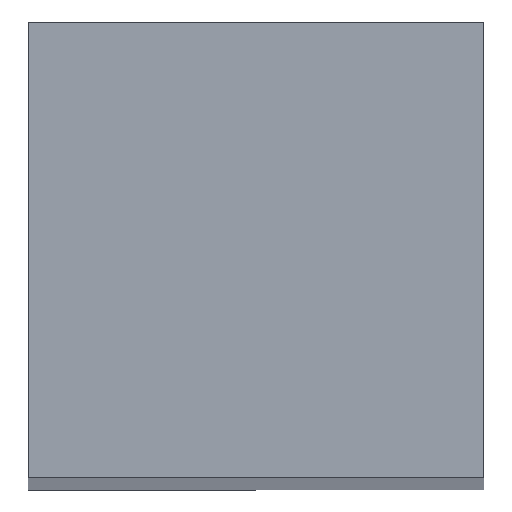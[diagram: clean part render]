
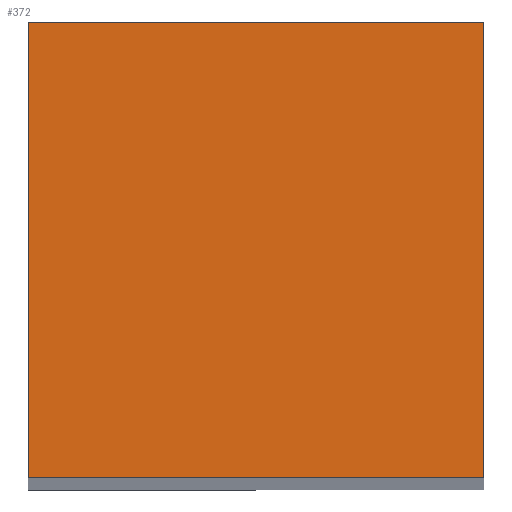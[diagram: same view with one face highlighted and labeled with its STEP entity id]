
A CAD part, top view. The second image highlights one B-rep face of the part: STEP entity #372.
In plain terms, the highlighted planar face has unit normal (0, 0, 1).
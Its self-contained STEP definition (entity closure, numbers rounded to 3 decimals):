
#4 = VECTOR ( 'NONE', #154, 1000. ) ;
#8 = CARTESIAN_POINT ( 'NONE',  ( -22., 22., 680. ) ) ;
#29 = DIRECTION ( 'NONE',  ( 0., 0., -1. ) ) ;
#49 = ORIENTED_EDGE ( 'NONE', *, *, #69, .T. ) ;
#64 = VERTEX_POINT ( 'NONE', #396 ) ;
#69 = EDGE_CURVE ( 'NONE', #235, #64, #181, .T. ) ;
#84 = EDGE_CURVE ( 'NONE', #203, #235, #287, .T. ) ;
#97 = CARTESIAN_POINT ( 'NONE',  ( 22., 22., 680. ) ) ;
#116 = EDGE_CURVE ( 'NONE', #226, #203, #166, .T. ) ;
#121 = CARTESIAN_POINT ( 'NONE',  ( 0., 0., 680. ) ) ;
#131 = AXIS2_PLACEMENT_3D ( 'NONE', #121, #29, #152 ) ;
#132 = DIRECTION ( 'NONE',  ( 0., -1., 0. ) ) ;
#133 = CARTESIAN_POINT ( 'NONE',  ( 22., 22., 680. ) ) ;
#142 = EDGE_LOOP ( 'NONE', ( #49, #200, #179, #252 ) ) ;
#152 = DIRECTION ( 'NONE',  ( -1., 0., 0. ) ) ;
#154 = DIRECTION ( 'NONE',  ( 1., 0., 0. ) ) ;
#156 = FACE_OUTER_BOUND ( 'NONE', #142, .T. ) ;
#166 = LINE ( 'NONE', #133, #371 ) ;
#179 = ORIENTED_EDGE ( 'NONE', *, *, #116, .T. ) ;
#181 = LINE ( 'NONE', #8, #221 ) ;
#199 = DIRECTION ( 'NONE',  ( 0., 1., 0. ) ) ;
#200 = ORIENTED_EDGE ( 'NONE', *, *, #335, .T. ) ;
#203 = VERTEX_POINT ( 'NONE', #388 ) ;
#217 = CARTESIAN_POINT ( 'NONE',  ( 22., -22., 680. ) ) ;
#221 = VECTOR ( 'NONE', #132, 1000. ) ;
#226 = VERTEX_POINT ( 'NONE', #391 ) ;
#235 = VERTEX_POINT ( 'NONE', #366 ) ;
#252 = ORIENTED_EDGE ( 'NONE', *, *, #84, .T. ) ;
#287 = LINE ( 'NONE', #97, #382 ) ;
#313 = PLANE ( 'NONE',  #131 ) ;
#323 = DIRECTION ( 'NONE',  ( -1., 0., 0. ) ) ;
#335 = EDGE_CURVE ( 'NONE', #64, #226, #369, .T. ) ;
#366 = CARTESIAN_POINT ( 'NONE',  ( -22., 22., 680. ) ) ;
#369 = LINE ( 'NONE', #217, #4 ) ;
#371 = VECTOR ( 'NONE', #199, 1000. ) ;
#372 = ADVANCED_FACE ( 'NONE', ( #156 ), #313, .F. ) ;
#382 = VECTOR ( 'NONE', #323, 1000. ) ;
#388 = CARTESIAN_POINT ( 'NONE',  ( 22., 22., 680. ) ) ;
#391 = CARTESIAN_POINT ( 'NONE',  ( 22., -22., 680. ) ) ;
#396 = CARTESIAN_POINT ( 'NONE',  ( -22., -22., 680. ) ) ;
